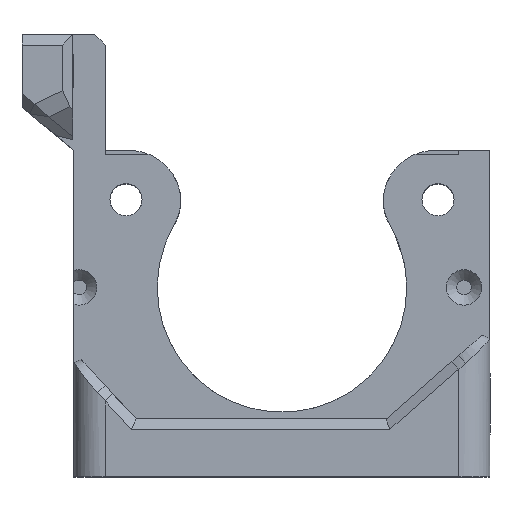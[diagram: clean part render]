
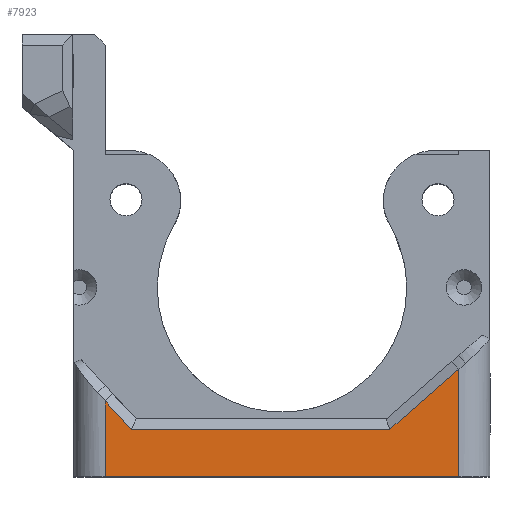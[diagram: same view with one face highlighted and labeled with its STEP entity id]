
A CAD part, top view. The second image highlights one B-rep face of the part: STEP entity #7923.
In plain terms, the highlighted planar face has unit normal (0, 0, 1).
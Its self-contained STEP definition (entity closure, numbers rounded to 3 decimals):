
#45 = PLANE('',#46);
#46 = AXIS2_PLACEMENT_3D('',#47,#48,#49);
#47 = CARTESIAN_POINT('',(0.,-18.2,20.));
#48 = DIRECTION('',(0.,1.,0.));
#49 = DIRECTION('',(-1.,0.,0.));
#302 = VERTEX_POINT('',#303);
#303 = CARTESIAN_POINT('',(17.,-18.2,40.));
#318 = CYLINDRICAL_SURFACE('',#319,3.);
#319 = AXIS2_PLACEMENT_3D('',#320,#321,#322);
#320 = CARTESIAN_POINT('',(17.,-18.2,37.));
#321 = DIRECTION('',(0.,1.,0.));
#322 = DIRECTION('',(0.707,-0.,0.707));
#330 = EDGE_CURVE('',#302,#331,#333,.T.);
#331 = VERTEX_POINT('',#332);
#332 = CARTESIAN_POINT('',(-17.,-18.2,40.));
#333 = SURFACE_CURVE('',#334,(#338,#345),.PCURVE_S1.);
#334 = LINE('',#335,#336);
#335 = CARTESIAN_POINT('',(20.,-18.2,40.));
#336 = VECTOR('',#337,1.);
#337 = DIRECTION('',(-1.,0.,0.));
#338 = PCURVE('',#45,#339);
#339 = DEFINITIONAL_REPRESENTATION('',(#340),#344);
#340 = LINE('',#341,#342);
#341 = CARTESIAN_POINT('',(-20.,20.));
#342 = VECTOR('',#343,1.);
#343 = DIRECTION('',(1.,0.));
#344 = ( GEOMETRIC_REPRESENTATION_CONTEXT(2) 
PARAMETRIC_REPRESENTATION_CONTEXT() REPRESENTATION_CONTEXT('2D SPACE',''
  ) );
#345 = PCURVE('',#346,#351);
#346 = PLANE('',#347);
#347 = AXIS2_PLACEMENT_3D('',#348,#349,#350);
#348 = CARTESIAN_POINT('',(-20.,-18.2,40.));
#349 = DIRECTION('',(0.,0.,1.));
#350 = DIRECTION('',(1.,0.,-0.));
#351 = DEFINITIONAL_REPRESENTATION('',(#352),#356);
#352 = LINE('',#353,#354);
#353 = CARTESIAN_POINT('',(40.,0.));
#354 = VECTOR('',#355,1.);
#355 = DIRECTION('',(-1.,0.));
#356 = ( GEOMETRIC_REPRESENTATION_CONTEXT(2) 
PARAMETRIC_REPRESENTATION_CONTEXT() REPRESENTATION_CONTEXT('2D SPACE',''
  ) );
#375 = CYLINDRICAL_SURFACE('',#376,3.);
#376 = AXIS2_PLACEMENT_3D('',#377,#378,#379);
#377 = CARTESIAN_POINT('',(-17.,-18.2,37.));
#378 = DIRECTION('',(0.,1.,0.));
#379 = DIRECTION('',(-0.707,0.,0.707));
#7322 = PLANE('',#7323);
#7323 = AXIS2_PLACEMENT_3D('',#7324,#7325,#7326);
#7324 = CARTESIAN_POINT('',(-5.075,-13.15,39.5));
#7325 = DIRECTION('',(0.,0.707,0.707));
#7326 = DIRECTION('',(-1.,0.,0.));
#7347 = VERTEX_POINT('',#7348);
#7348 = CARTESIAN_POINT('',(-14.473,-13.65,40.));
#7362 = PLANE('',#7363);
#7363 = AXIS2_PLACEMENT_3D('',#7364,#7365,#7366);
#7364 = CARTESIAN_POINT('',(-14.367,-13.028,39.5));
#7365 = DIRECTION('',(0.518,0.481,0.707));
#7366 = DIRECTION('',(-0.68,0.733,0.)
  );
#7374 = EDGE_CURVE('',#7347,#7375,#7377,.T.);
#7375 = VERTEX_POINT('',#7376);
#7376 = CARTESIAN_POINT('',(10.377,-13.65,40.));
#7377 = SURFACE_CURVE('',#7378,(#7382,#7389),.PCURVE_S1.);
#7378 = LINE('',#7379,#7380);
#7379 = CARTESIAN_POINT('',(-5.075,-13.65,40.));
#7380 = VECTOR('',#7381,1.);
#7381 = DIRECTION('',(1.,0.,-0.));
#7382 = PCURVE('',#7322,#7383);
#7383 = DEFINITIONAL_REPRESENTATION('',(#7384),#7388);
#7384 = LINE('',#7385,#7386);
#7385 = CARTESIAN_POINT('',(0.,0.707));
#7386 = VECTOR('',#7387,1.);
#7387 = DIRECTION('',(-1.,0.));
#7388 = ( GEOMETRIC_REPRESENTATION_CONTEXT(2) 
PARAMETRIC_REPRESENTATION_CONTEXT() REPRESENTATION_CONTEXT('2D SPACE',''
  ) );
#7389 = PCURVE('',#346,#7390);
#7390 = DEFINITIONAL_REPRESENTATION('',(#7391),#7395);
#7391 = LINE('',#7392,#7393);
#7392 = CARTESIAN_POINT('',(14.925,4.55));
#7393 = VECTOR('',#7394,1.);
#7394 = DIRECTION('',(1.,0.));
#7395 = ( GEOMETRIC_REPRESENTATION_CONTEXT(2) 
PARAMETRIC_REPRESENTATION_CONTEXT() REPRESENTATION_CONTEXT('2D SPACE',''
  ) );
#7411 = PLANE('',#7412);
#7412 = AXIS2_PLACEMENT_3D('',#7413,#7414,#7415);
#7413 = CARTESIAN_POINT('',(5.473,-17.266,39.5));
#7414 = DIRECTION('',(-0.465,0.533,0.707));
#7415 = DIRECTION('',(-0.753,-0.658,0.)
  );
#7455 = VERTEX_POINT('',#7456);
#7456 = CARTESIAN_POINT('',(-17.,-10.927,40.));
#7493 = EDGE_CURVE('',#7455,#7347,#7494,.T.);
#7494 = SURFACE_CURVE('',#7495,(#7499,#7506),.PCURVE_S1.);
#7495 = LINE('',#7496,#7497);
#7496 = CARTESIAN_POINT('',(-14.734,-13.368,40.));
#7497 = VECTOR('',#7498,1.);
#7498 = DIRECTION('',(0.68,-0.733,-0.));
#7499 = PCURVE('',#7362,#7500);
#7500 = DEFINITIONAL_REPRESENTATION('',(#7501),#7505);
#7501 = LINE('',#7502,#7503);
#7502 = CARTESIAN_POINT('',(0.,0.707));
#7503 = VECTOR('',#7504,1.);
#7504 = DIRECTION('',(-1.,0.));
#7505 = ( GEOMETRIC_REPRESENTATION_CONTEXT(2) 
PARAMETRIC_REPRESENTATION_CONTEXT() REPRESENTATION_CONTEXT('2D SPACE',''
  ) );
#7506 = PCURVE('',#346,#7507);
#7507 = DEFINITIONAL_REPRESENTATION('',(#7508),#7512);
#7508 = LINE('',#7509,#7510);
#7509 = CARTESIAN_POINT('',(5.266,4.832));
#7510 = VECTOR('',#7511,1.);
#7511 = DIRECTION('',(0.68,-0.733));
#7512 = ( GEOMETRIC_REPRESENTATION_CONTEXT(2) 
PARAMETRIC_REPRESENTATION_CONTEXT() REPRESENTATION_CONTEXT('2D SPACE',''
  ) );
#7518 = EDGE_CURVE('',#7375,#7519,#7521,.T.);
#7519 = VERTEX_POINT('',#7520);
#7520 = CARTESIAN_POINT('',(17.,-7.869,40.));
#7521 = SURFACE_CURVE('',#7522,(#7526,#7533),.PCURVE_S1.);
#7522 = LINE('',#7523,#7524);
#7523 = CARTESIAN_POINT('',(5.802,-17.643,40.));
#7524 = VECTOR('',#7525,1.);
#7525 = DIRECTION('',(0.753,0.658,0.));
#7526 = PCURVE('',#7411,#7527);
#7527 = DEFINITIONAL_REPRESENTATION('',(#7528),#7532);
#7528 = LINE('',#7529,#7530);
#7529 = CARTESIAN_POINT('',(0.,0.707));
#7530 = VECTOR('',#7531,1.);
#7531 = DIRECTION('',(-1.,0.));
#7532 = ( GEOMETRIC_REPRESENTATION_CONTEXT(2) 
PARAMETRIC_REPRESENTATION_CONTEXT() REPRESENTATION_CONTEXT('2D SPACE',''
  ) );
#7533 = PCURVE('',#346,#7534);
#7534 = DEFINITIONAL_REPRESENTATION('',(#7535),#7539);
#7535 = LINE('',#7536,#7537);
#7536 = CARTESIAN_POINT('',(25.802,0.557));
#7537 = VECTOR('',#7538,1.);
#7538 = DIRECTION('',(0.753,0.658));
#7539 = ( GEOMETRIC_REPRESENTATION_CONTEXT(2) 
PARAMETRIC_REPRESENTATION_CONTEXT() REPRESENTATION_CONTEXT('2D SPACE',''
  ) );
#7881 = EDGE_CURVE('',#7519,#302,#7882,.T.);
#7882 = SURFACE_CURVE('',#7883,(#7887,#7894),.PCURVE_S1.);
#7883 = LINE('',#7884,#7885);
#7884 = CARTESIAN_POINT('',(17.,-18.2,40.));
#7885 = VECTOR('',#7886,1.);
#7886 = DIRECTION('',(0.,-1.,0.));
#7887 = PCURVE('',#318,#7888);
#7888 = DEFINITIONAL_REPRESENTATION('',(#7889),#7893);
#7889 = LINE('',#7890,#7891);
#7890 = CARTESIAN_POINT('',(-0.785,0.));
#7891 = VECTOR('',#7892,1.);
#7892 = DIRECTION('',(0.,-1.));
#7893 = ( GEOMETRIC_REPRESENTATION_CONTEXT(2) 
PARAMETRIC_REPRESENTATION_CONTEXT() REPRESENTATION_CONTEXT('2D SPACE',''
  ) );
#7894 = PCURVE('',#346,#7895);
#7895 = DEFINITIONAL_REPRESENTATION('',(#7896),#7900);
#7896 = LINE('',#7897,#7898);
#7897 = CARTESIAN_POINT('',(37.,0.));
#7898 = VECTOR('',#7899,1.);
#7899 = DIRECTION('',(0.,-1.));
#7900 = ( GEOMETRIC_REPRESENTATION_CONTEXT(2) 
PARAMETRIC_REPRESENTATION_CONTEXT() REPRESENTATION_CONTEXT('2D SPACE',''
  ) );
#7923 = ADVANCED_FACE('',(#7924),#346,.T.);
#7924 = FACE_BOUND('',#7925,.T.);
#7925 = EDGE_LOOP('',(#7926,#7927,#7928,#7929,#7950,#7951));
#7926 = ORIENTED_EDGE('',*,*,#7518,.F.);
#7927 = ORIENTED_EDGE('',*,*,#7374,.F.);
#7928 = ORIENTED_EDGE('',*,*,#7493,.F.);
#7929 = ORIENTED_EDGE('',*,*,#7930,.F.);
#7930 = EDGE_CURVE('',#331,#7455,#7931,.T.);
#7931 = SURFACE_CURVE('',#7932,(#7936,#7943),.PCURVE_S1.);
#7932 = LINE('',#7933,#7934);
#7933 = CARTESIAN_POINT('',(-17.,-18.2,40.));
#7934 = VECTOR('',#7935,1.);
#7935 = DIRECTION('',(0.,1.,0.));
#7936 = PCURVE('',#346,#7937);
#7937 = DEFINITIONAL_REPRESENTATION('',(#7938),#7942);
#7938 = LINE('',#7939,#7940);
#7939 = CARTESIAN_POINT('',(3.,0.));
#7940 = VECTOR('',#7941,1.);
#7941 = DIRECTION('',(0.,1.));
#7942 = ( GEOMETRIC_REPRESENTATION_CONTEXT(2) 
PARAMETRIC_REPRESENTATION_CONTEXT() REPRESENTATION_CONTEXT('2D SPACE',''
  ) );
#7943 = PCURVE('',#375,#7944);
#7944 = DEFINITIONAL_REPRESENTATION('',(#7945),#7949);
#7945 = LINE('',#7946,#7947);
#7946 = CARTESIAN_POINT('',(7.069,0.));
#7947 = VECTOR('',#7948,1.);
#7948 = DIRECTION('',(0.,1.));
#7949 = ( GEOMETRIC_REPRESENTATION_CONTEXT(2) 
PARAMETRIC_REPRESENTATION_CONTEXT() REPRESENTATION_CONTEXT('2D SPACE',''
  ) );
#7950 = ORIENTED_EDGE('',*,*,#330,.F.);
#7951 = ORIENTED_EDGE('',*,*,#7881,.F.);
